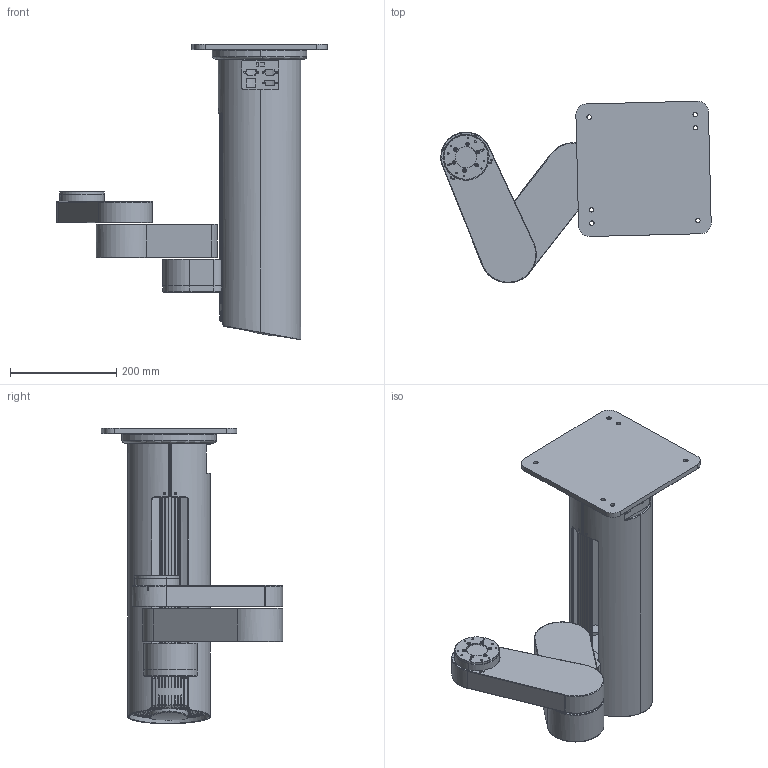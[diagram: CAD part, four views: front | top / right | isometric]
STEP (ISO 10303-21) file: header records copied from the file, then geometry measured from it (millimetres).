
FILE_DESCRIPTION(('CATIA V5 STEP Exchange'),'2;1');
FILE_NAME('ZARM 2140.stp','2018-05-09T04:23:55+00:00',('none'),('none'),'CATIA Version 5 Release 20 GA (IN-10)','CATIA V5 STEP AP203','none');
FILE_SCHEMA(('CONFIG_CONTROL_DESIGN'));
Length unit declared in the file: millimetre
Products named in the file (1): ZARM  2140
Assembly tree (3 placements, depth 2):
  ZARM  2140
    #58
    #823
    #5051
Bounding box: 509.76 x 341.73 x 557.2 mm (x, y, z)
Surface area: 964883.6 mm2 (no closed solid volume)
Topology: 0 solids, 17 shells, 552 faces, 2111 edges, 1546 vertices
Faces by surface type: cylinder 201, plane 186, bspline 132, cone 33
Entity records: 34625 total; most frequent: CARTESIAN_POINT 19421, ORIENTED_EDGE 3570, EDGE_CURVE 2111, DIRECTION 1938, VERTEX_POINT 1546, B_SPLINE_CURVE_WITH_KNOTS 868, VECTOR 757, LINE 757
